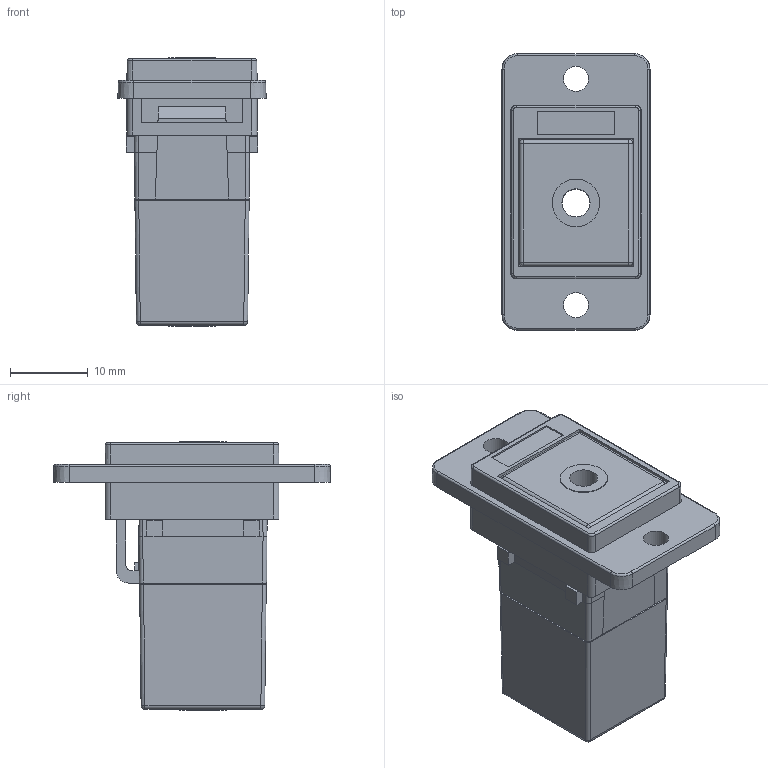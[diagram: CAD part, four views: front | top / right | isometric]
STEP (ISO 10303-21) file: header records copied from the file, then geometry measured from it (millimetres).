
FILE_DESCRIPTION(/* description */ (''),/* implementation_level */ '2;1');
FILE_NAME(/* name */ 'CP30764MX1.stp',/* time_stamp */ '2026-01-20T14:52:23Z',/* author */ ('TOttley'),/* organization */ (''),/* preprocessor_version */ 'ST-DEVELOPER v20.1',/* originating_system */ 'Autodesk Inventor 2026',/* authorisation */ '');
FILE_SCHEMA (('AUTOMOTIVE_DESIGN { 1 0 10303 214 3 1 1 }'));
Length unit declared in the file: millimetre
Products named in the file (1): Part4
Bounding box: 19 x 35.5 x 34.4 mm (x, y, z)
Volume: 6414.4 mm3; surface area: 9240.1 mm2
Topology: 2 solids, 2 shells, 291 faces, 767 edges, 486 vertices
Faces by surface type: plane 214, cylinder 42, bspline 11, torus 8, cone 8, sphere 8
Full cylindrical faces by diameter (mm): 3.2 x2, 3.6 x2, 6.1 x4
Entity records: 9213 total; most frequent: CARTESIAN_POINT 1691, ORIENTED_EDGE 1518, DIRECTION 1403, EDGE_CURVE 759, LINE 633, VECTOR 633, VERTEX_POINT 486, AXIS2_PLACEMENT_3D 385
